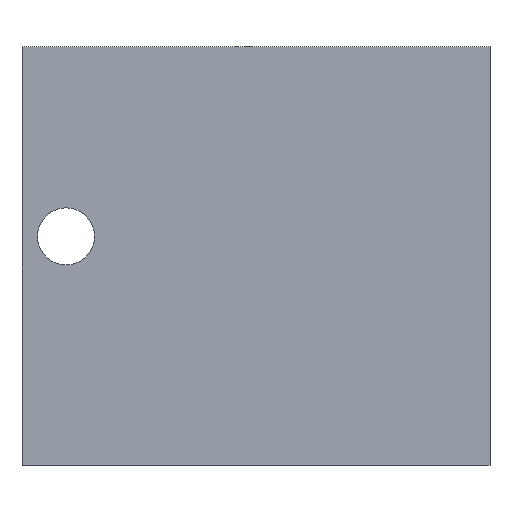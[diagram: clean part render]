
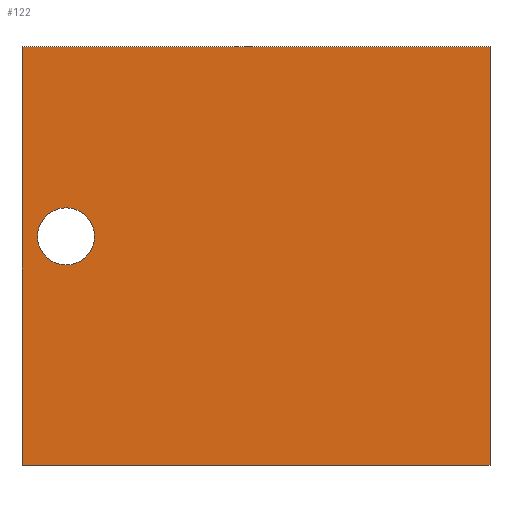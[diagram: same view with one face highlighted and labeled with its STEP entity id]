
A CAD part, top view. The second image highlights one B-rep face of the part: STEP entity #122.
In plain terms, the highlighted planar face has unit normal (0, 0, 1).
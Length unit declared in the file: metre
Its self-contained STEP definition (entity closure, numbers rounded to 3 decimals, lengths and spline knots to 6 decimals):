
#12=CIRCLE('',#142,0.0015);
#33=ORIENTED_EDGE('',*,*,#45,.F.);
#34=ORIENTED_EDGE('',*,*,#49,.T.);
#35=ORIENTED_EDGE('',*,*,#52,.T.);
#36=ORIENTED_EDGE('',*,*,#54,.F.);
#37=ORIENTED_EDGE('',*,*,#55,.F.);
#45=EDGE_CURVE('',#59,#60,#69,.T.);
#49=EDGE_CURVE('',#59,#62,#73,.T.);
#52=EDGE_CURVE('',#62,#64,#76,.T.);
#54=EDGE_CURVE('',#60,#64,#78,.T.);
#55=EDGE_CURVE('',#65,#65,#12,.T.);
#59=VERTEX_POINT('',#184);
#60=VERTEX_POINT('',#186);
#62=VERTEX_POINT('',#192);
#64=VERTEX_POINT('',#198);
#65=VERTEX_POINT('',#205);
#69=LINE('',#185,#81);
#73=LINE('',#193,#85);
#76=LINE('',#199,#88);
#78=LINE('',#202,#90);
#81=VECTOR('',#152,1.);
#85=VECTOR('',#158,1.);
#88=VECTOR('',#163,1.);
#90=VECTOR('',#167,1.);
#97=EDGE_LOOP('',(#33,#34,#35,#36));
#98=EDGE_LOOP('',(#37));
#107=FACE_BOUND('',#97,.T.);
#108=FACE_BOUND('',#98,.T.);
#115=PLANE('',#144);
#122=ADVANCED_FACE('',(#107,#108),#115,.T.);
#142=AXIS2_PLACEMENT_3D('',#204,#170,#171);
#144=AXIS2_PLACEMENT_3D('',#208,#174,#175);
#152=DIRECTION('',(0.,-1.,0.));
#158=DIRECTION('',(-1.,0.,0.));
#163=DIRECTION('',(0.,-1.,0.));
#167=DIRECTION('',(-1.,0.,0.));
#170=DIRECTION('',(0.,0.,1.));
#171=DIRECTION('',(1.,0.,0.));
#174=DIRECTION('',(0.,0.,1.));
#175=DIRECTION('',(1.,0.,0.));
#184=CARTESIAN_POINT('',(0.01655,0.038044,0.001));
#185=CARTESIAN_POINT('',(0.01655,0.027044,0.001));
#186=CARTESIAN_POINT('',(0.01655,0.016044,0.001));
#192=CARTESIAN_POINT('',(-0.00805,0.038044,0.001));
#193=CARTESIAN_POINT('',(0.00425,0.038044,0.001));
#198=CARTESIAN_POINT('',(-0.00805,0.016044,0.001));
#199=CARTESIAN_POINT('',(-0.00805,0.027044,0.001));
#202=CARTESIAN_POINT('',(0.00425,0.016044,0.001));
#204=CARTESIAN_POINT('',(-0.005732,0.028074,0.001));
#205=CARTESIAN_POINT('',(-0.004232,0.028074,0.001));
#208=CARTESIAN_POINT('',(0.00421,0.039267,0.001));
